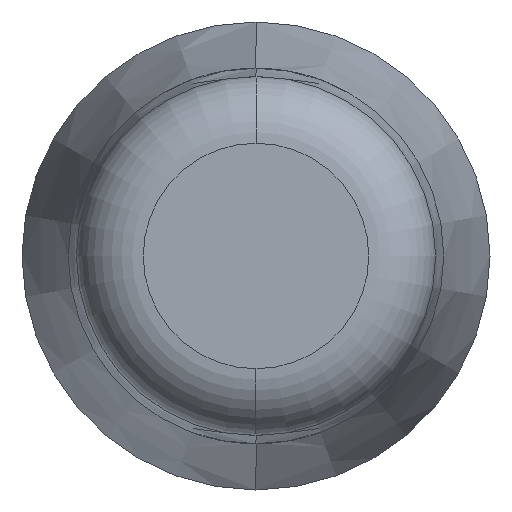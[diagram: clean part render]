
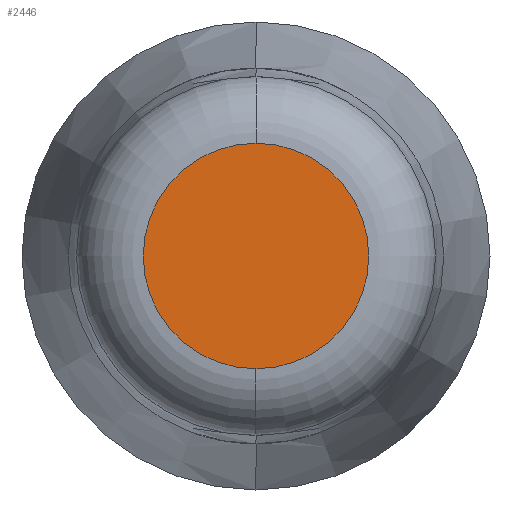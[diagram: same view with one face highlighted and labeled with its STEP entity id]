
A CAD part, front view. The second image highlights one B-rep face of the part: STEP entity #2446.
In plain terms, the highlighted face is planar.
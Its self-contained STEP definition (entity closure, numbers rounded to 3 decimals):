
#225 = PLANE ( 'NONE',  #2505 ) ;
#336 = ORIENTED_EDGE ( 'NONE', *, *, #3195, .T. ) ;
#544 = CARTESIAN_POINT ( 'NONE',  ( 0., 62.001, 0. ) ) ;
#1280 = DIRECTION ( 'NONE',  ( 0., 1., 0. ) ) ;
#1506 = EDGE_LOOP ( 'NONE', ( #5544, #336 ) ) ;
#2201 = CARTESIAN_POINT ( 'NONE',  ( 0., 62.001, 13. ) ) ;
#2446 = ADVANCED_FACE ( 'NONE', ( #2874 ), #225, .T. ) ;
#2495 = AXIS2_PLACEMENT_3D ( 'NONE', #4596, #4623, #3151 ) ;
#2505 = AXIS2_PLACEMENT_3D ( 'NONE', #2201, #1280, #4077 ) ;
#2874 = FACE_OUTER_BOUND ( 'NONE', #1506, .T. ) ;
#2901 = VERTEX_POINT ( 'NONE', #5932 ) ;
#2914 = DIRECTION ( 'NONE',  ( 0., 1., 0. ) ) ;
#3151 = DIRECTION ( 'NONE',  ( 0., 0., 1. ) ) ;
#3195 = EDGE_CURVE ( 'NONE', #3687, #2901, #6197, .T. ) ;
#3414 = AXIS2_PLACEMENT_3D ( 'NONE', #544, #2914, #3855 ) ;
#3687 = VERTEX_POINT ( 'NONE', #4766 ) ;
#3855 = DIRECTION ( 'NONE',  ( 0., 0., 1. ) ) ;
#4077 = DIRECTION ( 'NONE',  ( 0., 0., 1. ) ) ;
#4596 = CARTESIAN_POINT ( 'NONE',  ( 0., 62.001, 0. ) ) ;
#4608 = EDGE_CURVE ( 'NONE', #2901, #3687, #5188, .T. ) ;
#4623 = DIRECTION ( 'NONE',  ( 0., 1., 0. ) ) ;
#4766 = CARTESIAN_POINT ( 'NONE',  ( 0., 62.001, -8.407 ) ) ;
#5188 = CIRCLE ( 'NONE', #2495, 8.407 ) ;
#5544 = ORIENTED_EDGE ( 'NONE', *, *, #4608, .T. ) ;
#5932 = CARTESIAN_POINT ( 'NONE',  ( 0., 62.001, 8.407 ) ) ;
#6197 = CIRCLE ( 'NONE', #3414, 8.407 ) ;
